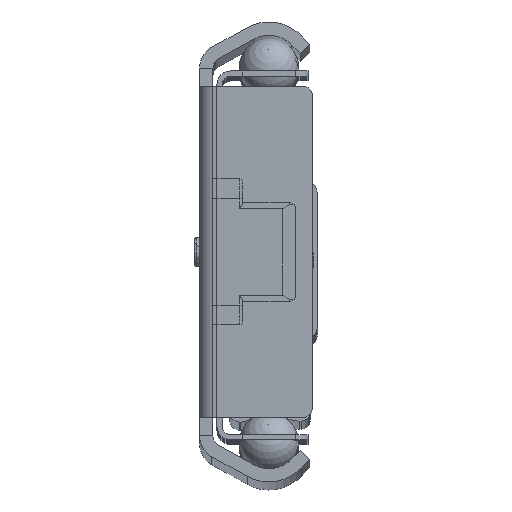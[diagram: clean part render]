
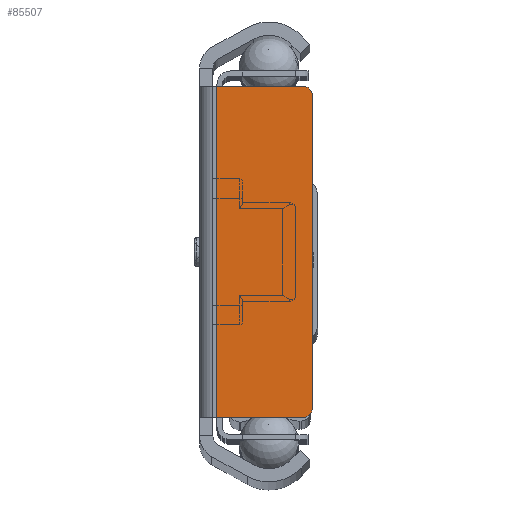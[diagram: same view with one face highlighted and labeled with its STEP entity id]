
A CAD part, top view. The second image highlights one B-rep face of the part: STEP entity #85507.
In plain terms, the highlighted planar face has unit normal (0, 0, 1).
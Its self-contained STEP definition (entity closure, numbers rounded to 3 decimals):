
#2097=PLANE('',#90606);
#6321=FACE_OUTER_BOUND('',#10679,.T.);
#10679=EDGE_LOOP('',(#58064,#58065,#58066,#58067,#58068,#58069));
#15400=LINE('',#129573,#22750);
#15406=LINE('',#129589,#22756);
#15427=LINE('',#129643,#22777);
#15428=LINE('',#129647,#22778);
#22750=VECTOR('',#101153,10.);
#22756=VECTOR('',#101169,10.);
#22777=VECTOR('',#101214,10.);
#22778=VECTOR('',#101221,1.38);
#30061=CIRCLE('',#90579,1.5);
#30064=CIRCLE('',#90585,1.5);
#34781=VERTEX_POINT('',#129560);
#34782=VERTEX_POINT('',#129561);
#34786=VERTEX_POINT('',#129571);
#34790=VERTEX_POINT('',#129583);
#34791=VERTEX_POINT('',#129587);
#34812=VERTEX_POINT('',#129642);
#43906=EDGE_CURVE('',#34781,#34782,#30061,.T.);
#43912=EDGE_CURVE('',#34786,#34781,#15400,.T.);
#43917=EDGE_CURVE('',#34790,#34786,#30064,.T.);
#43920=EDGE_CURVE('',#34791,#34790,#15406,.T.);
#43945=EDGE_CURVE('',#34791,#34812,#15427,.T.);
#43948=EDGE_CURVE('',#34782,#34812,#15428,.T.);
#58064=ORIENTED_EDGE('',*,*,#43906,.F.);
#58065=ORIENTED_EDGE('',*,*,#43912,.F.);
#58066=ORIENTED_EDGE('',*,*,#43917,.F.);
#58067=ORIENTED_EDGE('',*,*,#43920,.F.);
#58068=ORIENTED_EDGE('',*,*,#43945,.T.);
#58069=ORIENTED_EDGE('',*,*,#43948,.F.);
#85507=ADVANCED_FACE('',(#6321),#2097,.F.);
#90579=AXIS2_PLACEMENT_3D('',#129562,#101143,#101144);
#90585=AXIS2_PLACEMENT_3D('',#129584,#101163,#101164);
#90606=AXIS2_PLACEMENT_3D('',#129657,#101233,#101234);
#101143=DIRECTION('center_axis',(0.,0.,
-1.));
#101144=DIRECTION('ref_axis',(0.707,-0.707,0.));
#101153=DIRECTION('',(0.,-1.,0.));
#101163=DIRECTION('center_axis',(0.,0.,
-1.));
#101164=DIRECTION('ref_axis',(0.707,0.707,0.));
#101169=DIRECTION('',(1.,0.,0.));
#101214=DIRECTION('',(0.,-1.,0.));
#101221=DIRECTION('',(-1.,0.,0.));
#101233=DIRECTION('center_axis',(0.,0.,
-1.));
#101234=DIRECTION('ref_axis',(0.,1.,0.));
#129560=CARTESIAN_POINT('',(6.55,-23.5,700.));
#129561=CARTESIAN_POINT('',(5.05,-25.,700.));
#129562=CARTESIAN_POINT('Origin',(5.05,-23.5,700.));
#129571=CARTESIAN_POINT('',(6.55,23.5,700.));
#129573=CARTESIAN_POINT('',(6.55,25.,700.));
#129583=CARTESIAN_POINT('',(5.05,25.,700.));
#129584=CARTESIAN_POINT('Origin',(5.05,23.5,700.));
#129587=CARTESIAN_POINT('',(-7.95,25.,700.));
#129589=CARTESIAN_POINT('',(-7.95,25.,700.));
#129642=CARTESIAN_POINT('',(-7.95,-25.,700.));
#129643=CARTESIAN_POINT('',(-7.95,0.,700.));
#129647=CARTESIAN_POINT('',(-12.286,-25.,700.));
#129657=CARTESIAN_POINT('Origin',(-7.95,-25.,700.));
